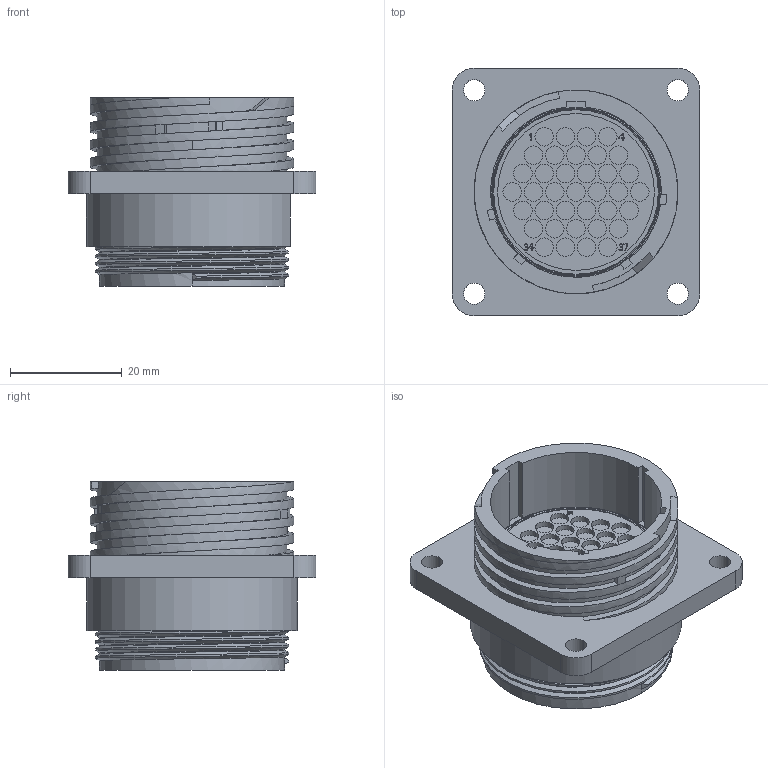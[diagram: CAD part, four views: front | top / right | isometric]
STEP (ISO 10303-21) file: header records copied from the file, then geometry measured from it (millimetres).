
FILE_DESCRIPTION((''),'2;1');
FILE_NAME('C-206151-1','2014-09-04T',('workeradm'),('Tyco Electronics Ltd.'),'PRO/ENGINEER BY PARAMETRIC TECHNOLOGY CORPORATION, 2013050','PRO/ENGINEER BY PARAMETRIC TECHNOLOGY CORPORATION, 2013050','');
FILE_SCHEMA(('AUTOMOTIVE_DESIGN { 1 0 10303 214 1 1 1 1 }'));
Length unit declared in the file: millimetre
Products named in the file (1): C-206151-1
Bounding box: 44.45 x 44.45 x 33.78 mm (x, y, z)
Volume: 28243 mm3; surface area: 11535.6 mm2
Topology: 1 solids, 1 shells, 497 faces, 1200 edges, 794 vertices
Faces by surface type: plane 276, cylinder 199, bspline 17, torus 4, extrusion 1
Entity records: 23199 total; most frequent: CARTESIAN_POINT 11192, DIRECTION 2449, ORIENTED_EDGE 2400, EDGE_CURVE 1200, AXIS2_PLACEMENT_3D 850, VERTEX_POINT 794, VECTOR 749, LINE 748
